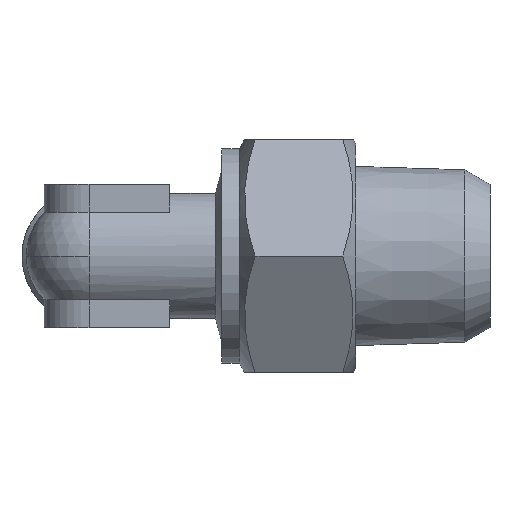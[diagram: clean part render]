
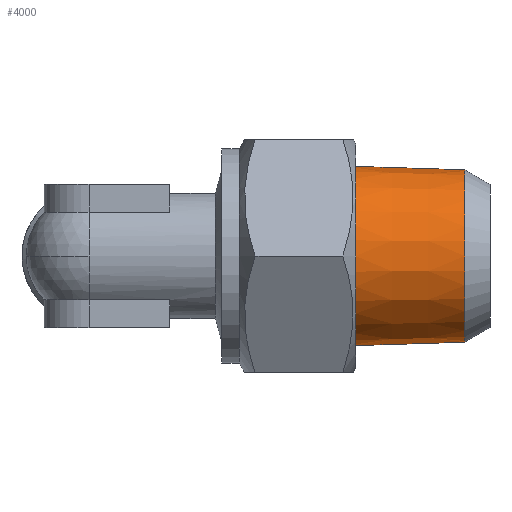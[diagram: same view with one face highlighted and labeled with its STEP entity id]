
A CAD part, left-side view. The second image highlights one B-rep face of the part: STEP entity #4000.
In plain terms, the highlighted conical face has half-angle 1.79 degrees and reference radius 4.815 mm.
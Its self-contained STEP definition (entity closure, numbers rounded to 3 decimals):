
#57 = EDGE_CURVE ( 'NONE', #2014, #2025, #4518, .T. ) ;
#75 = EDGE_CURVE ( 'NONE', #2014, #2022, #4546, .T. ) ;
#76 = EDGE_CURVE ( 'NONE', #2025, #2024, #4547, .T. ) ;
#391 = CARTESIAN_POINT ( 'NONE',  ( 0., 0.012, 0. ) ) ;
#392 = DIRECTION ( 'NONE',  ( 0., 1., 0. ) ) ;
#400 = DIRECTION ( 'NONE',  ( 0., 0., 1. ) ) ;
#458 = DIRECTION ( 'NONE',  ( 0., 1., 0.031 ) ) ;
#459 = CARTESIAN_POINT ( 'NONE',  ( 0., 0.012, 4.815 ) ) ;
#523 = AXIS2_PLACEMENT_3D ( 'NONE', #2118, #2119, #2120 ) ;
#524 = AXIS2_PLACEMENT_3D ( 'NONE', #2123, #2124, #2125 ) ;
#1400 = CARTESIAN_POINT ( 'NONE',  ( 0., 0.012, 4.815 ) ) ;
#1408 = CARTESIAN_POINT ( 'NONE',  ( 0., 0.012, -4.815 ) ) ;
#1410 = CARTESIAN_POINT ( 'NONE',  ( 0., 6.1, -5.005 ) ) ;
#1411 = CARTESIAN_POINT ( 'NONE',  ( 0., 6.1, 5.005 ) ) ;
#1655 = LINE ( 'NONE', #3393, #1661 ) ;
#1661 = VECTOR ( 'NONE', #3384, 1000. ) ;
#1930 = ORIENTED_EDGE ( 'NONE', *, *, #4158, .F. ) ;
#1931 = ORIENTED_EDGE ( 'NONE', *, *, #75, .F. ) ;
#1932 = ORIENTED_EDGE ( 'NONE', *, *, #57, .T. ) ;
#1933 = ORIENTED_EDGE ( 'NONE', *, *, #76, .T. ) ;
#2014 = VERTEX_POINT ( 'NONE', #1400 ) ;
#2022 = VERTEX_POINT ( 'NONE', #1408 ) ;
#2024 = VERTEX_POINT ( 'NONE', #1410 ) ;
#2025 = VERTEX_POINT ( 'NONE', #1411 ) ;
#2118 = CARTESIAN_POINT ( 'NONE',  ( 0., 0.012, 0. ) ) ;
#2119 = DIRECTION ( 'NONE',  ( 0., -1., 0. ) ) ;
#2120 = DIRECTION ( 'NONE',  ( 0., 0., -1. ) ) ;
#2123 = CARTESIAN_POINT ( 'NONE',  ( 0., 6.1, 0. ) ) ;
#2124 = DIRECTION ( 'NONE',  ( 0., -1., 0. ) ) ;
#2125 = DIRECTION ( 'NONE',  ( 0., 0., -1. ) ) ;
#3164 = EDGE_LOOP ( 'NONE', ( #1930, #1931, #1932, #1933 ) ) ;
#3384 = DIRECTION ( 'NONE',  ( 0., 1., -0.031 ) ) ;
#3393 = CARTESIAN_POINT ( 'NONE',  ( 0., 0.012, -4.815 ) ) ;
#3818 = FACE_OUTER_BOUND ( 'NONE', #3164, .T. ) ;
#3827 = CONICAL_SURFACE ( 'NONE', #4261, 4.815, 0.031 ) ;
#4000 = ADVANCED_FACE ( 'NONE', ( #3818 ), #3827, .T. ) ;
#4158 = EDGE_CURVE ( 'NONE', #2022, #2024, #1655, .T. ) ;
#4261 = AXIS2_PLACEMENT_3D ( 'NONE', #391, #392, #400 ) ;
#4518 = LINE ( 'NONE', #459, #4532 ) ;
#4532 = VECTOR ( 'NONE', #458, 1000. ) ;
#4546 = CIRCLE ( 'NONE', #523, 4.815 ) ;
#4547 = CIRCLE ( 'NONE', #524, 5.005 ) ;
